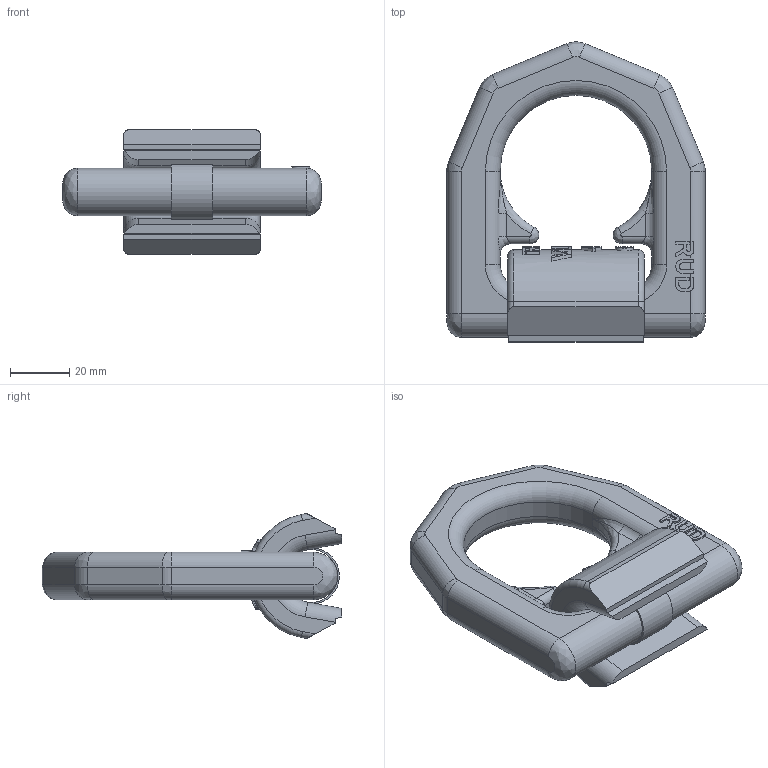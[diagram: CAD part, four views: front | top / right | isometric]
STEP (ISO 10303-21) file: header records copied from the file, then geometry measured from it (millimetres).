
FILE_DESCRIPTION((''),'2;1');
FILE_NAME('001-M32119-P3_ASM','2018-10-15T',('anja.joas'),(''),'PRO/ENGINEER BY PARAMETRIC TECHNOLOGY CORPORATION, 2011490','PRO/ENGINEER BY PARAMETRIC TECHNOLOGY CORPORATION, 2011490','');
FILE_SCHEMA(('CONFIG_CONTROL_DESIGN'));
Length unit declared in the file: millimetre
Products named in the file (3): 001-M32119-P-30; 001-M34885-P1; 001-M32119-P3_ASM
Assembly tree (2 placements, depth 2):
  001-M32119-P3_ASM
    001-M32119-P-30
    001-M34885-P1
Bounding box: 87 x 100.98 x 42 mm (x, y, z)
Volume: 100727.6 mm3; surface area: 24726.7 mm2
Topology: 2 solids, 2 shells, 379 faces, 1011 edges, 648 vertices
Faces by surface type: plane 244, cylinder 88, bspline 28, torus 18, extrusion 1
Entity records: 13662 total; most frequent: CARTESIAN_POINT 4483, ORIENTED_EDGE 2022, DIRECTION 1754, EDGE_CURVE 1011, VERTEX_POINT 648, AXIS2_PLACEMENT_3D 622, VECTOR 510, LINE 509
